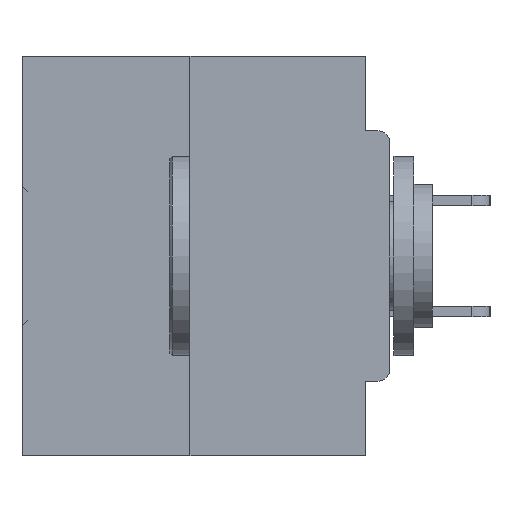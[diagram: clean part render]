
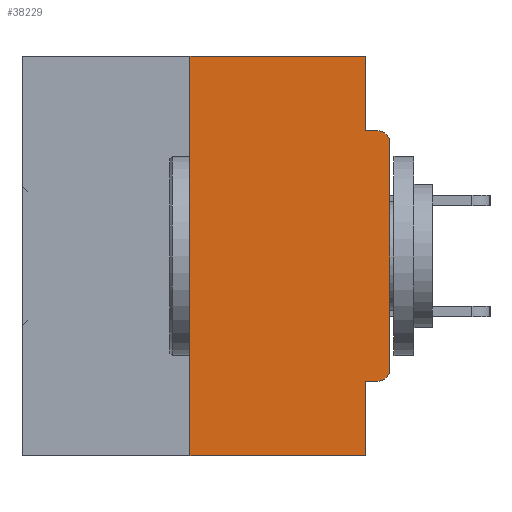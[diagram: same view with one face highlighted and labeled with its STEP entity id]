
A CAD part, left-side view. The second image highlights one B-rep face of the part: STEP entity #38229.
In plain terms, the highlighted planar face has unit normal (-1, 0, 0).
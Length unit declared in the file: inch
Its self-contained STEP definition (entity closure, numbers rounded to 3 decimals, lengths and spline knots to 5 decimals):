
#34 = DIRECTION ( 'NONE',  ( 1., 0., 0. ) ) ;
#98 = ORIENTED_EDGE ( 'NONE', *, *, #10148, .F. ) ;
#205 = LINE ( 'NONE', #6852, #1923 ) ;
#1004 = LINE ( 'NONE', #33868, #7163 ) ;
#1923 = VECTOR ( 'NONE', #42208, 39.37008 ) ;
#2884 = VERTEX_POINT ( 'NONE', #37313 ) ;
#3196 = CARTESIAN_POINT ( 'NONE',  ( 0., 0.031, -0.4065 ) ) ;
#3234 = ORIENTED_EDGE ( 'NONE', *, *, #13455, .T. ) ;
#3542 = VERTEX_POINT ( 'NONE', #22861 ) ;
#3747 = CARTESIAN_POINT ( 'NONE',  ( 0., 0., -0.1085 ) ) ;
#5059 = AXIS2_PLACEMENT_3D ( 'NONE', #35888, #34, #13999 ) ;
#6182 = EDGE_CURVE ( 'NONE', #23620, #29879, #25680, .T. ) ;
#6509 = CARTESIAN_POINT ( 'NONE',  ( 0., 0.46, -0.5 ) ) ;
#6510 = LINE ( 'NONE', #28339, #28304 ) ;
#6852 = CARTESIAN_POINT ( 'NONE',  ( 0., 0.46, 0. ) ) ;
#7163 = VECTOR ( 'NONE', #12468, 39.37008 ) ;
#8430 = EDGE_LOOP ( 'NONE', ( #14965, #15129, #35038, #18928, #12362, #19255, #3234, #41108, #98, #40850 ) ) ;
#8869 = CIRCLE ( 'NONE', #17291, 0.015 ) ;
#8913 = VERTEX_POINT ( 'NONE', #29605 ) ;
#9715 = EDGE_CURVE ( 'NONE', #30896, #3542, #8869, .T. ) ;
#10148 = EDGE_CURVE ( 'NONE', #2884, #3542, #1004, .T. ) ;
#12362 = ORIENTED_EDGE ( 'NONE', *, *, #20138, .F. ) ;
#12468 = DIRECTION ( 'NONE',  ( 0., -1., 0. ) ) ;
#12550 = CARTESIAN_POINT ( 'NONE',  ( 0., 0.25, 0. ) ) ;
#13057 = DIRECTION ( 'NONE',  ( 0., 0., -1. ) ) ;
#13123 = VECTOR ( 'NONE', #37453, 39.37008 ) ;
#13455 = EDGE_CURVE ( 'NONE', #8913, #30896, #39667, .T. ) ;
#13994 = CARTESIAN_POINT ( 'NONE',  ( 0., 0., -0.4065 ) ) ;
#13999 = DIRECTION ( 'NONE',  ( 0., 0., -1. ) ) ;
#14965 = ORIENTED_EDGE ( 'NONE', *, *, #20997, .F. ) ;
#15129 = ORIENTED_EDGE ( 'NONE', *, *, #27109, .F. ) ;
#15542 = CARTESIAN_POINT ( 'NONE',  ( 0., 0.25, 0. ) ) ;
#17162 = DIRECTION ( 'NONE',  ( 0., 0., -1. ) ) ;
#17291 = AXIS2_PLACEMENT_3D ( 'NONE', #35294, #17315, #17162 ) ;
#17315 = DIRECTION ( 'NONE',  ( -1., 0., 0. ) ) ;
#17343 = VERTEX_POINT ( 'NONE', #37038 ) ;
#17466 = CARTESIAN_POINT ( 'NONE',  ( 0., 0.031, -0.5 ) ) ;
#18928 = ORIENTED_EDGE ( 'NONE', *, *, #26157, .F. ) ;
#19255 = ORIENTED_EDGE ( 'NONE', *, *, #39607, .T. ) ;
#20138 = EDGE_CURVE ( 'NONE', #26284, #41982, #35017, .T. ) ;
#20997 = EDGE_CURVE ( 'NONE', #21874, #17343, #205, .T. ) ;
#21874 = VERTEX_POINT ( 'NONE', #12550 ) ;
#22048 = CIRCLE ( 'NONE', #46174, 0.015 ) ;
#22213 = CARTESIAN_POINT ( 'NONE',  ( 0., 0.015, -0.3915 ) ) ;
#22318 = VECTOR ( 'NONE', #28071, 39.37008 ) ;
#22834 = DIRECTION ( 'NONE',  ( 0., 0., -1. ) ) ;
#22861 = CARTESIAN_POINT ( 'NONE',  ( 0., 0.015, -0.0935 ) ) ;
#23620 = VERTEX_POINT ( 'NONE', #38172 ) ;
#24417 = LINE ( 'NONE', #45176, #41215 ) ;
#24938 = PLANE ( 'NONE',  #5059 ) ;
#25069 = CARTESIAN_POINT ( 'NONE',  ( 0., 0.015, -0.4065 ) ) ;
#25680 = LINE ( 'NONE', #6509, #22318 ) ;
#25988 = EDGE_CURVE ( 'NONE', #17343, #2884, #24417, .T. ) ;
#26157 = EDGE_CURVE ( 'NONE', #41982, #29879, #6510, .T. ) ;
#26284 = VERTEX_POINT ( 'NONE', #25069 ) ;
#27109 = EDGE_CURVE ( 'NONE', #23620, #21874, #38852, .T. ) ;
#28071 = DIRECTION ( 'NONE',  ( 0., -1., 0. ) ) ;
#28304 = VECTOR ( 'NONE', #35376, 39.37008 ) ;
#28339 = CARTESIAN_POINT ( 'NONE',  ( 0., 0.031, -0.5 ) ) ;
#28444 = VECTOR ( 'NONE', #39445, 39.37008 ) ;
#29605 = CARTESIAN_POINT ( 'NONE',  ( 0., 0., -0.3915 ) ) ;
#29879 = VERTEX_POINT ( 'NONE', #17466 ) ;
#30896 = VERTEX_POINT ( 'NONE', #3747 ) ;
#33868 = CARTESIAN_POINT ( 'NONE',  ( 0., 0., -0.0935 ) ) ;
#35017 = LINE ( 'NONE', #13994, #38926 ) ;
#35038 = ORIENTED_EDGE ( 'NONE', *, *, #6182, .T. ) ;
#35294 = CARTESIAN_POINT ( 'NONE',  ( 0., 0.015, -0.1085 ) ) ;
#35376 = DIRECTION ( 'NONE',  ( 0., 0., -1. ) ) ;
#35888 = CARTESIAN_POINT ( 'NONE',  ( 0., 0.46, 0. ) ) ;
#36324 = CARTESIAN_POINT ( 'NONE',  ( 0., 0., 0. ) ) ;
#37038 = CARTESIAN_POINT ( 'NONE',  ( 0., 0.031, 0. ) ) ;
#37313 = CARTESIAN_POINT ( 'NONE',  ( 0., 0.031, -0.0935 ) ) ;
#37453 = DIRECTION ( 'NONE',  ( 0., 0., 1. ) ) ;
#38172 = CARTESIAN_POINT ( 'NONE',  ( 0., 0.25, -0.5 ) ) ;
#38229 = ADVANCED_FACE ( 'NONE', ( #40599 ), #24938, .F. ) ;
#38852 = LINE ( 'NONE', #15542, #13123 ) ;
#38926 = VECTOR ( 'NONE', #39013, 39.37008 ) ;
#39013 = DIRECTION ( 'NONE',  ( 0., 1., 0. ) ) ;
#39445 = DIRECTION ( 'NONE',  ( 0., 0., 1. ) ) ;
#39607 = EDGE_CURVE ( 'NONE', #26284, #8913, #22048, .T. ) ;
#39667 = LINE ( 'NONE', #36324, #28444 ) ;
#40356 = DIRECTION ( 'NONE',  ( -1., 0., 0. ) ) ;
#40599 = FACE_OUTER_BOUND ( 'NONE', #8430, .T. ) ;
#40850 = ORIENTED_EDGE ( 'NONE', *, *, #25988, .F. ) ;
#41108 = ORIENTED_EDGE ( 'NONE', *, *, #9715, .T. ) ;
#41215 = VECTOR ( 'NONE', #13057, 39.37008 ) ;
#41982 = VERTEX_POINT ( 'NONE', #3196 ) ;
#42208 = DIRECTION ( 'NONE',  ( 0., -1., 0. ) ) ;
#45176 = CARTESIAN_POINT ( 'NONE',  ( 0., 0.031, 0. ) ) ;
#46174 = AXIS2_PLACEMENT_3D ( 'NONE', #22213, #40356, #22834 ) ;
